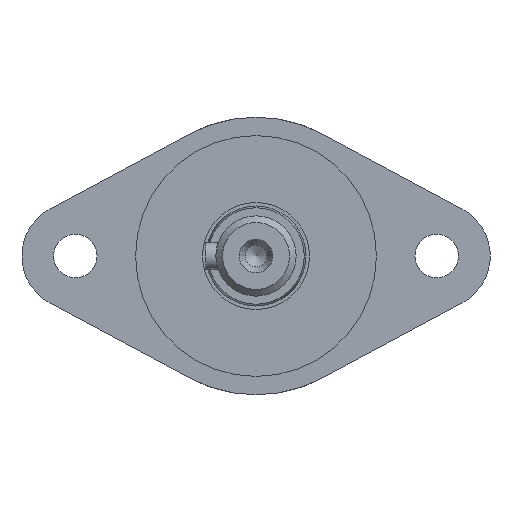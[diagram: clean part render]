
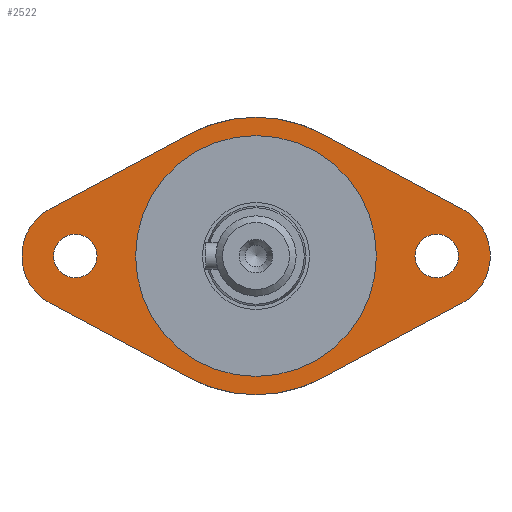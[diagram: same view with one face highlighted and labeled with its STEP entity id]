
A CAD part, left-side view. The second image highlights one B-rep face of the part: STEP entity #2522.
In plain terms, the highlighted planar face has unit normal (-1, 0, 0).
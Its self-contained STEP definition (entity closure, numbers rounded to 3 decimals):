
#148=LINE('',#4340,#285);
#149=LINE('',#4343,#286);
#150=LINE('',#4345,#287);
#151=LINE('',#4348,#288);
#285=VECTOR('',#3403,10.);
#286=VECTOR('',#3406,10.);
#287=VECTOR('',#3407,10.);
#288=VECTOR('',#3410,10.);
#403=FACE_BOUND('',#623,.T.);
#404=FACE_BOUND('',#624,.T.);
#405=FACE_BOUND('',#625,.T.);
#481=FACE_OUTER_BOUND('',#622,.T.);
#622=EDGE_LOOP('',(#1911,#1912,#1913,#1914,#1915,#1916,#1917,#1918));
#623=EDGE_LOOP('',(#1919));
#624=EDGE_LOOP('',(#1920));
#625=EDGE_LOOP('',(#1921,#1922));
#805=CIRCLE('',#2792,20.75);
#807=CIRCLE('',#2794,20.75);
#809=CIRCLE('',#2797,8.);
#810=CIRCLE('',#2798,8.);
#811=CIRCLE('',#2799,3.25);
#812=CIRCLE('',#2800,3.25);
#813=CIRCLE('',#2801,18.);
#814=CIRCLE('',#2802,18.);
#1049=VERTEX_POINT('',#4323);
#1050=VERTEX_POINT('',#4325);
#1053=VERTEX_POINT('',#4331);
#1054=VERTEX_POINT('',#4333);
#1056=VERTEX_POINT('',#4339);
#1057=VERTEX_POINT('',#4341);
#1058=VERTEX_POINT('',#4344);
#1059=VERTEX_POINT('',#4346);
#1060=VERTEX_POINT('',#4349);
#1061=VERTEX_POINT('',#4351);
#1062=VERTEX_POINT('',#4353);
#1063=VERTEX_POINT('',#4354);
#1369=EDGE_CURVE('',#1049,#1050,#805,.T.);
#1373=EDGE_CURVE('',#1053,#1054,#807,.T.);
#1376=EDGE_CURVE('',#1056,#1049,#148,.T.);
#1377=EDGE_CURVE('',#1057,#1056,#809,.T.);
#1378=EDGE_CURVE('',#1054,#1057,#149,.T.);
#1379=EDGE_CURVE('',#1053,#1058,#150,.T.);
#1380=EDGE_CURVE('',#1058,#1059,#810,.T.);
#1381=EDGE_CURVE('',#1059,#1050,#151,.T.);
#1382=EDGE_CURVE('',#1060,#1060,#811,.T.);
#1383=EDGE_CURVE('',#1061,#1061,#812,.T.);
#1384=EDGE_CURVE('',#1062,#1063,#813,.T.);
#1385=EDGE_CURVE('',#1063,#1062,#814,.T.);
#1911=ORIENTED_EDGE('',*,*,#1369,.F.);
#1912=ORIENTED_EDGE('',*,*,#1376,.F.);
#1913=ORIENTED_EDGE('',*,*,#1377,.F.);
#1914=ORIENTED_EDGE('',*,*,#1378,.F.);
#1915=ORIENTED_EDGE('',*,*,#1373,.F.);
#1916=ORIENTED_EDGE('',*,*,#1379,.T.);
#1917=ORIENTED_EDGE('',*,*,#1380,.T.);
#1918=ORIENTED_EDGE('',*,*,#1381,.T.);
#1919=ORIENTED_EDGE('',*,*,#1382,.T.);
#1920=ORIENTED_EDGE('',*,*,#1383,.T.);
#1921=ORIENTED_EDGE('',*,*,#1384,.T.);
#1922=ORIENTED_EDGE('',*,*,#1385,.T.);
#2302=PLANE('',#2796);
#2522=ADVANCED_FACE('',(#481,#403,#404,#405),#2302,.T.);
#2792=AXIS2_PLACEMENT_3D('',#4326,#3390,#3391);
#2794=AXIS2_PLACEMENT_3D('',#4334,#3396,#3397);
#2796=AXIS2_PLACEMENT_3D('',#4338,#3401,#3402);
#2797=AXIS2_PLACEMENT_3D('',#4342,#3404,#3405);
#2798=AXIS2_PLACEMENT_3D('',#4347,#3408,#3409);
#2799=AXIS2_PLACEMENT_3D('',#4350,#3411,#3412);
#2800=AXIS2_PLACEMENT_3D('',#4352,#3413,#3414);
#2801=AXIS2_PLACEMENT_3D('',#4355,#3415,#3416);
#2802=AXIS2_PLACEMENT_3D('',#4356,#3417,#3418);
#3390=DIRECTION('center_axis',(1.,0.,0.));
#3391=DIRECTION('ref_axis',(0.,-1.,0.));
#3396=DIRECTION('center_axis',(1.,0.,0.));
#3397=DIRECTION('ref_axis',(0.,-1.,0.));
#3401=DIRECTION('center_axis',(-1.,0.,0.));
#3402=DIRECTION('ref_axis',(0.,0.,
-1.));
#3403=DIRECTION('',(0.,-0.881,0.472));
#3404=DIRECTION('center_axis',(1.,0.,0.));
#3405=DIRECTION('ref_axis',(0.,-0.472,-0.881));
#3406=DIRECTION('',(0.,0.881,0.472));
#3407=DIRECTION('',(0.,-0.881,0.472));
#3408=DIRECTION('center_axis',(-1.,0.,0.));
#3409=DIRECTION('ref_axis',(0.,-0.472,-0.881));
#3410=DIRECTION('',(0.,0.881,0.472));
#3411=DIRECTION('center_axis',(1.,0.,0.));
#3412=DIRECTION('ref_axis',(0.,0.,
1.));
#3413=DIRECTION('center_axis',(1.,0.,0.));
#3414=DIRECTION('ref_axis',(0.,0.,
1.));
#3415=DIRECTION('center_axis',(1.,0.,0.));
#3416=DIRECTION('ref_axis',(0.,-1.,0.));
#3417=DIRECTION('center_axis',(1.,0.,0.));
#3418=DIRECTION('ref_axis',(0.,-1.,0.));
#4323=CARTESIAN_POINT('',(-82.,9.799,18.291));
#4325=CARTESIAN_POINT('',(-82.,-9.799,18.291));
#4326=CARTESIAN_POINT('Origin',(-82.,0.,
0.));
#4331=CARTESIAN_POINT('',(-82.,-9.799,-18.291));
#4333=CARTESIAN_POINT('',(-82.,9.799,-18.291));
#4334=CARTESIAN_POINT('Origin',(-82.,0.,
0.));
#4338=CARTESIAN_POINT('Origin',(-82.,-19.375,0.));
#4339=CARTESIAN_POINT('',(-82.,30.778,7.052));
#4340=CARTESIAN_POINT('',(-82.,30.778,7.052));
#4341=CARTESIAN_POINT('',(-82.,30.778,-7.052));
#4342=CARTESIAN_POINT('Origin',(-82.,27.,0.));
#4343=CARTESIAN_POINT('',(-82.,9.799,-18.291));
#4344=CARTESIAN_POINT('',(-82.,-30.778,-7.052));
#4345=CARTESIAN_POINT('',(-82.,-9.799,-18.291));
#4346=CARTESIAN_POINT('',(-82.,-30.778,7.052));
#4347=CARTESIAN_POINT('Origin',(-82.,-27.,0.));
#4348=CARTESIAN_POINT('',(-82.,-30.778,7.052));
#4349=CARTESIAN_POINT('',(-82.,-27.,-3.25));
#4350=CARTESIAN_POINT('Origin',(-82.,-27.,0.));
#4351=CARTESIAN_POINT('',(-82.,27.,-3.25));
#4352=CARTESIAN_POINT('Origin',(-82.,27.,0.));
#4353=CARTESIAN_POINT('',(-82.,-18.,0.));
#4354=CARTESIAN_POINT('',(-82.,18.,0.));
#4355=CARTESIAN_POINT('Origin',(-82.,0.,
0.));
#4356=CARTESIAN_POINT('Origin',(-82.,0.,
0.));
